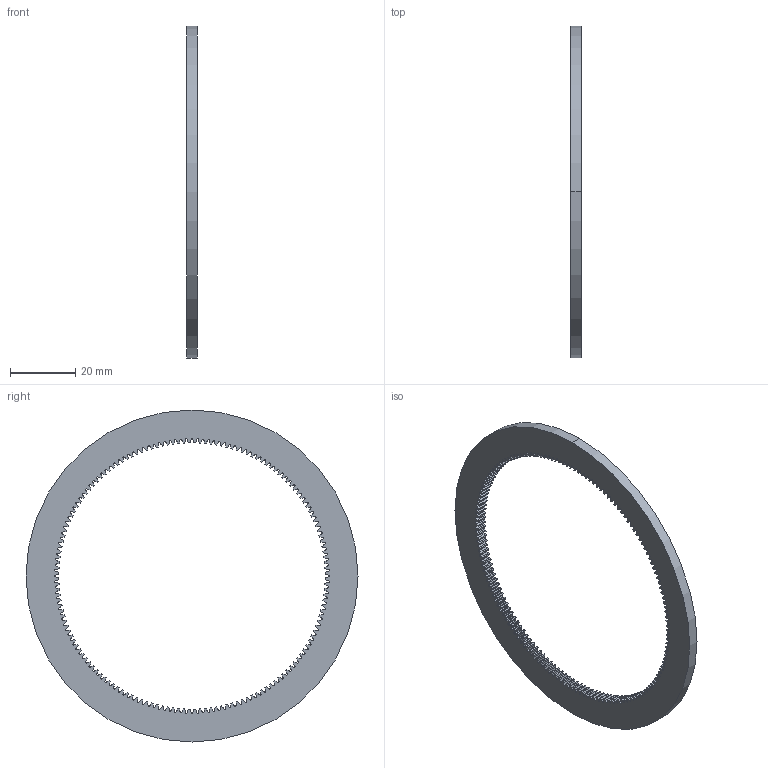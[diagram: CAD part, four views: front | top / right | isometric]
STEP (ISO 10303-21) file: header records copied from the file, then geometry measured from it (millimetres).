
FILE_DESCRIPTION((''),'2;1');
FILE_NAME('118','2025-05-09T05:19:25',('Administrator'),(''),'CREO PARAMETRIC BY PTC INC, 2020414','CREO PARAMETRIC BY PTC INC, 2020414','');
FILE_SCHEMA(('AUTOMOTIVE_DESIGN { 1 0 10303 214 1 1 1 1 }'));
Length unit declared in the file: inch
Products named in the file (1): 118
Bounding box: 3.17 x 101.55 x 101.55 mm (x, y, z)
Volume: 8680.7 mm3; surface area: 8139 mm2
Topology: 1 solids, 1 shells, 940 faces, 2815 edges, 1879 vertices
Faces by surface type: plane 314, cylinder 314, extrusion 312
Entity records: 37919 total; most frequent: CARTESIAN_POINT 12971, ORIENTED_EDGE 5628, DIRECTION 4397, EDGE_CURVE 2814, VERTEX_POINT 1876, VECTOR 1875, LINE 1563, AXIS2_PLACEMENT_3D 1261
